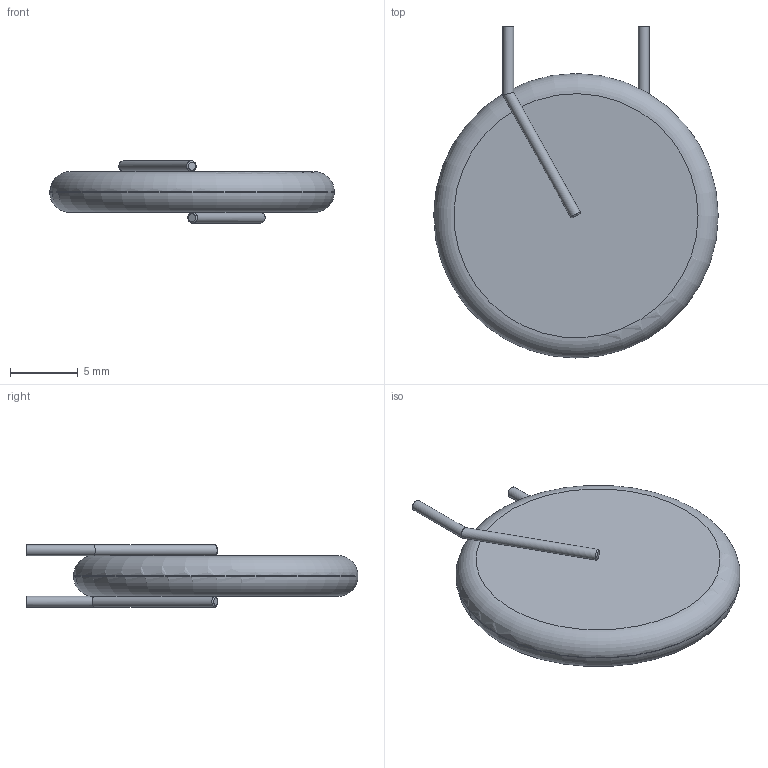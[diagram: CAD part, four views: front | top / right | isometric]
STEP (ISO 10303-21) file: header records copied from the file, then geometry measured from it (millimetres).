
FILE_DESCRIPTION(('FreeCAD Model'),'2;1');
FILE_NAME('S20K250.stp', '2017-09-16T09:42:30',('Author'),(''), 'Open CASCADE STEP processor 6.8','FreeCAD','Unknown');
FILE_SCHEMA(('AUTOMOTIVE_DESIGN_CC2 { 1 2 10303 214 -1 1 5 4 }'));
Length unit declared in the file: millimetre
Products named in the file (2): ASSEMBLY; Fusion
Assembly tree (1 placements, depth 2):
  ASSEMBLY
    Fusion
Bounding box: 21 x 24.5 x 4.6 mm (x, y, z)
Volume: 993.6 mm3; surface area: 883 mm2
Topology: 3 solids, 3 shells, 15 faces, 29 edges, 20 vertices
Faces by surface type: plane 6, cylinder 5, torus 4
Full cylindrical faces by diameter (mm): 0.8 x4, 21 x1
Entity records: 990 total; most frequent: CARTESIAN_POINT 264, DIRECTION 119, ORIENTED_EDGE 58, PCURVE 58, DEFINITIONAL_REPRESENTATION 58, AXIS2_PLACEMENT_3D 41, LINE 35, VECTOR 35
